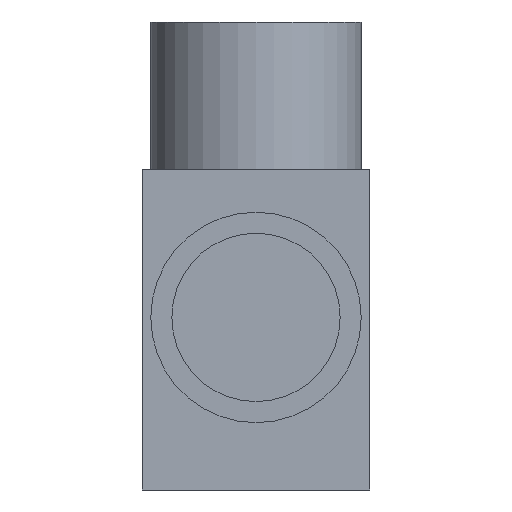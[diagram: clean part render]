
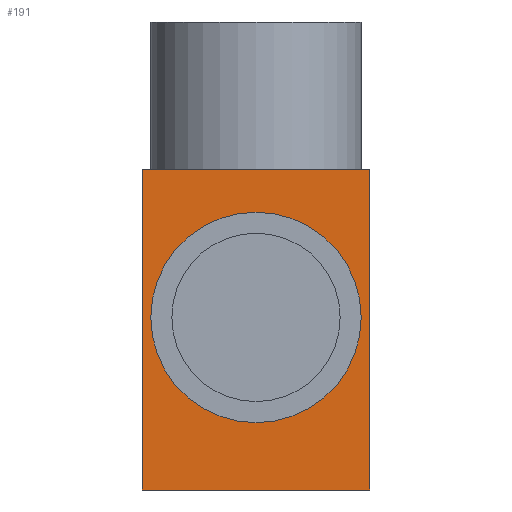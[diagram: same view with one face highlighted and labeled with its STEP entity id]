
A CAD part, front view. The second image highlights one B-rep face of the part: STEP entity #191.
In plain terms, the highlighted planar face has unit normal (0, -1, 0).
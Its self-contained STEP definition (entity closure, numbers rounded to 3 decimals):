
#32 = VERTEX_POINT('',#33);
#33 = CARTESIAN_POINT('',(26.988,-139.7,-76.2));
#39 = EDGE_CURVE('',#40,#32,#42,.T.);
#40 = VERTEX_POINT('',#41);
#41 = CARTESIAN_POINT('',(-26.988,-139.7,-76.2));
#42 = LINE('',#43,#44);
#43 = CARTESIAN_POINT('',(-26.988,-139.7,-76.2));
#44 = VECTOR('',#45,1.);
#45 = DIRECTION('',(1.,0.,0.));
#132 = EDGE_CURVE('',#40,#133,#135,.T.);
#133 = VERTEX_POINT('',#134);
#134 = CARTESIAN_POINT('',(-26.988,-139.7,0.));
#135 = LINE('',#136,#137);
#136 = CARTESIAN_POINT('',(-26.988,-139.7,-76.2));
#137 = VECTOR('',#138,1.);
#138 = DIRECTION('',(0.,0.,1.));
#164 = EDGE_CURVE('',#32,#165,#167,.T.);
#165 = VERTEX_POINT('',#166);
#166 = CARTESIAN_POINT('',(26.988,-139.7,0.));
#167 = LINE('',#168,#169);
#168 = CARTESIAN_POINT('',(26.988,-139.7,-76.2));
#169 = VECTOR('',#170,1.);
#170 = DIRECTION('',(0.,0.,1.));
#191 = ADVANCED_FACE('',(#192,#203),#214,.T.);
#192 = FACE_BOUND('',#193,.T.);
#193 = EDGE_LOOP('',(#194,#195,#196,#202));
#194 = ORIENTED_EDGE('',*,*,#39,.T.);
#195 = ORIENTED_EDGE('',*,*,#164,.T.);
#196 = ORIENTED_EDGE('',*,*,#197,.F.);
#197 = EDGE_CURVE('',#133,#165,#198,.T.);
#198 = LINE('',#199,#200);
#199 = CARTESIAN_POINT('',(-26.988,-139.7,0.));
#200 = VECTOR('',#201,1.);
#201 = DIRECTION('',(1.,0.,0.));
#202 = ORIENTED_EDGE('',*,*,#132,.F.);
#203 = FACE_BOUND('',#204,.T.);
#204 = EDGE_LOOP('',(#205));
#205 = ORIENTED_EDGE('',*,*,#206,.T.);
#206 = EDGE_CURVE('',#207,#207,#209,.T.);
#207 = VERTEX_POINT('',#208);
#208 = CARTESIAN_POINT('',(25.,-139.7,-35.194));
#209 = CIRCLE('',#210,25.);
#210 = AXIS2_PLACEMENT_3D('',#211,#212,#213);
#211 = CARTESIAN_POINT('',(0.,-139.7,-35.194));
#212 = DIRECTION('',(0.,1.,0.));
#213 = DIRECTION('',(1.,0.,0.));
#214 = PLANE('',#215);
#215 = AXIS2_PLACEMENT_3D('',#216,#217,#218);
#216 = CARTESIAN_POINT('',(-26.988,-139.7,-76.2));
#217 = DIRECTION('',(0.,-1.,0.));
#218 = DIRECTION('',(0.,0.,1.));
